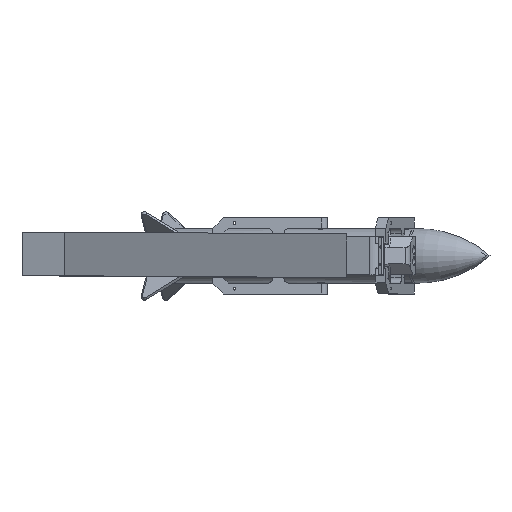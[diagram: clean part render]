
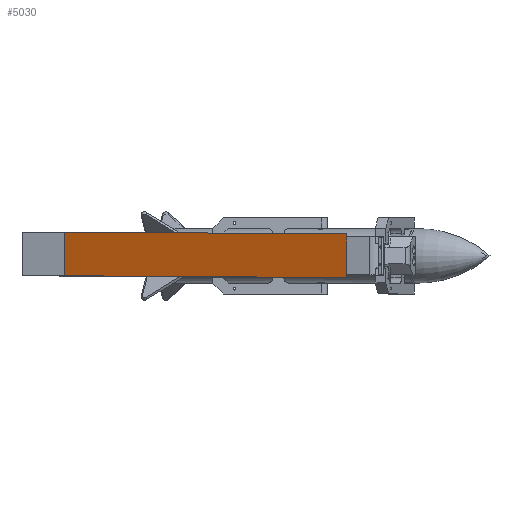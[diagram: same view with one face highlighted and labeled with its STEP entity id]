
A CAD part, top view. The second image highlights one B-rep face of the part: STEP entity #5030.
In plain terms, the highlighted face is planar.
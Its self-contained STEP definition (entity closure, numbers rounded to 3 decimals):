
#662=LINE('',#8752,#1087);
#670=LINE('',#8768,#1095);
#671=LINE('',#8770,#1096);
#672=LINE('',#8771,#1097);
#1087=VECTOR('',#7115,1000.);
#1095=VECTOR('',#7127,1000.);
#1096=VECTOR('',#7130,1000.);
#1097=VECTOR('',#7131,1000.);
#2430=ORIENTED_EDGE('',*,*,#3112,.F.);
#2431=ORIENTED_EDGE('',*,*,#3111,.F.);
#2432=ORIENTED_EDGE('',*,*,#3113,.T.);
#2433=ORIENTED_EDGE('',*,*,#3103,.T.);
#3103=EDGE_CURVE('',#3578,#3576,#662,.T.);
#3111=EDGE_CURVE('',#3583,#3582,#670,.T.);
#3112=EDGE_CURVE('',#3582,#3576,#671,.T.);
#3113=EDGE_CURVE('',#3583,#3578,#672,.T.);
#3576=VERTEX_POINT('',#8750);
#3578=VERTEX_POINT('',#8753);
#3582=VERTEX_POINT('',#8765);
#3583=VERTEX_POINT('',#8767);
#4182=EDGE_LOOP('',(#2430,#2431,#2432,#2433));
#4580=FACE_BOUND('',#4182,.T.);
#4743=PLANE('',#5667);
#5030=ADVANCED_FACE('',(#4580),#4743,.T.);
#5667=AXIS2_PLACEMENT_3D('',#8769,#7128,#7129);
#7115=DIRECTION('',(0.,1.,0.));
#7127=DIRECTION('',(0.,1.,0.));
#7128=DIRECTION('',(0.,0.,1.));
#7129=DIRECTION('',(1.,0.,0.));
#7130=DIRECTION('',(1.,0.,0.));
#7131=DIRECTION('',(1.,0.,0.));
#8750=CARTESIAN_POINT('',(20.,500.,20.));
#8752=CARTESIAN_POINT('',(20.,-500.,20.));
#8753=CARTESIAN_POINT('',(20.,-500.,20.));
#8765=CARTESIAN_POINT('',(-20.,500.,20.));
#8767=CARTESIAN_POINT('',(-20.,-500.,20.));
#8768=CARTESIAN_POINT('',(-20.,-500.,20.));
#8769=CARTESIAN_POINT('',(-20.,-500.,20.));
#8770=CARTESIAN_POINT('',(-20.,500.,20.));
#8771=CARTESIAN_POINT('',(-20.,-500.,20.));
